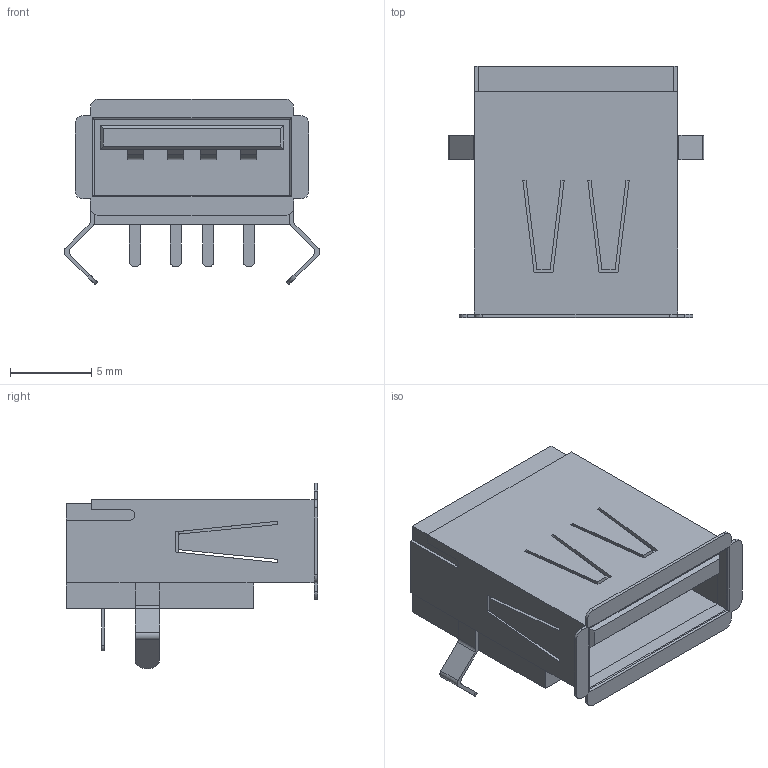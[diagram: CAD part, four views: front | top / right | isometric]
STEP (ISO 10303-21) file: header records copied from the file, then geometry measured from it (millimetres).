
FILE_DESCRIPTION(('FreeCAD Model'),'2;1');
FILE_NAME('Molex_67643.step', '2021-03-13T18:10:00',('kicad StepUp'),('ksu MCAD'), 'Open CASCADE STEP processor 7.3','FreeCAD','Unknown');
FILE_SCHEMA(('AUTOMOTIVE_DESIGN { 1 0 10303 214 1 1 1 1 }'));
Length unit declared in the file: millimetre
Products named in the file (1): Molex_67643
Bounding box: 15.75 x 15.46 x 11.43 mm (x, y, z)
Volume: 878.5 mm3; surface area: 1403.3 mm2
Topology: 2 solids, 2 shells, 183 faces, 493 edges, 318 vertices
Faces by surface type: plane 149, cylinder 34
Entity records: 6944 total; most frequent: CARTESIAN_POINT 995, ORIENTED_EDGE 986, DIRECTION 925, EDGE_CURVE 493, LINE 429, VECTOR 429, VERTEX_POINT 318, AXIS2_PLACEMENT_3D 248
